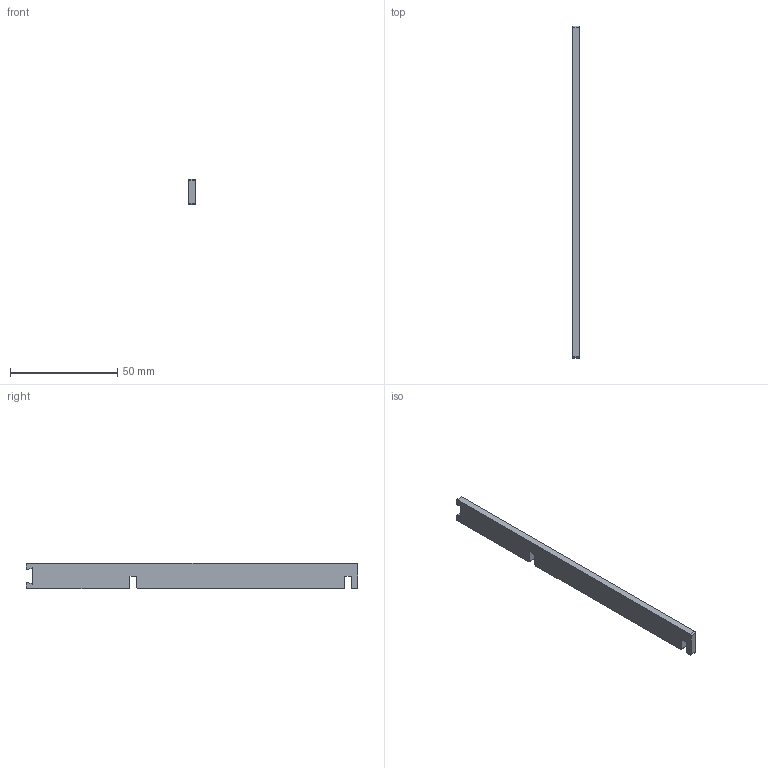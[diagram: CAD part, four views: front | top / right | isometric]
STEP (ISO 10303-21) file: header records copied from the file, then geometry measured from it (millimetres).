
FILE_DESCRIPTION(('CATIA V5 STEP Exchange'),'2;1');
FILE_NAME('renfort.stp','2025-08-08T12:35:38+00:00',('none'),('none'),'CATIA Version 5 Release 21 GA (IN-10)','CATIA V5 STEP AP203','none');
FILE_SCHEMA(('CONFIG_CONTROL_DESIGN'));
Length unit declared in the file: millimetre
Products named in the file (1): renfort
Bounding box: 3 x 154.6 x 12 mm (x, y, z)
Volume: 5388.1 mm3; surface area: 4680 mm2
Topology: 1 solids, 1 shells, 28 faces, 111 edges, 94 vertices
Faces by surface type: plane 18, cylinder 10
Entity records: 1180 total; most frequent: CARTESIAN_POINT 254, DIRECTION 159, ORIENTED_EDGE 156, VECTOR 91, LINE 91, EDGE_CURVE 78, VERTEX_POINT 52, AXIS2_PLACEMENT_3D 45
